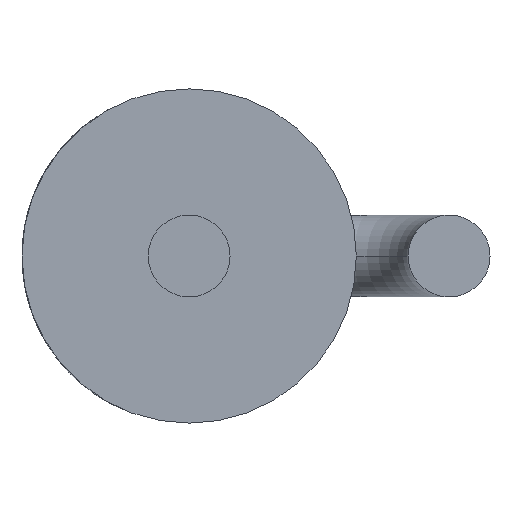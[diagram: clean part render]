
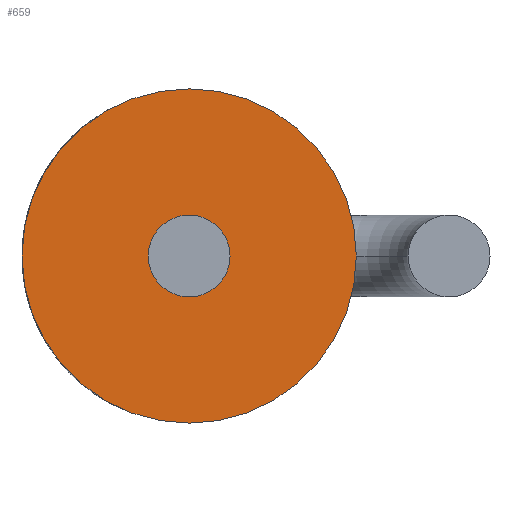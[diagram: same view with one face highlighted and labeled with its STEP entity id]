
A CAD part, front view. The second image highlights one B-rep face of the part: STEP entity #659.
In plain terms, the highlighted planar face has unit normal (0, -1, 0).
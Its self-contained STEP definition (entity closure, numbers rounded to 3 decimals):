
#89 = CARTESIAN_POINT ( 'NONE',  ( 0., 1., 0. ) ) ;
#103 = DIRECTION ( 'NONE',  ( 0., 1., 0. ) ) ;
#163 = CARTESIAN_POINT ( 'NONE',  ( 0., 1., 0. ) ) ;
#256 = CARTESIAN_POINT ( 'NONE',  ( 0., 1., 1.225 ) ) ;
#338 = DIRECTION ( 'NONE',  ( 0., -1., 0. ) ) ;
#659 = ADVANCED_FACE ( 'NONE', ( #2708, #702 ), #1832, .F. ) ;
#702 = FACE_OUTER_BOUND ( 'NONE', #3623, .T. ) ;
#1022 = CARTESIAN_POINT ( 'NONE',  ( -0.3, 1., 0. ) ) ;
#1039 = CARTESIAN_POINT ( 'NONE',  ( 0., 1., -1.225 ) ) ;
#1040 = VERTEX_POINT ( 'NONE', #2097 ) ;
#1117 = CIRCLE ( 'NONE', #2139, 1.225 ) ;
#1210 = DIRECTION ( 'NONE',  ( 0., 1., 0. ) ) ;
#1284 = DIRECTION ( 'NONE',  ( 0., 0., 1. ) ) ;
#1302 = CIRCLE ( 'NONE', #1780, 1.225 ) ;
#1580 = ORIENTED_EDGE ( 'NONE', *, *, #3208, .F. ) ;
#1615 = AXIS2_PLACEMENT_3D ( 'NONE', #2037, #3186, #2842 ) ;
#1724 = EDGE_CURVE ( 'NONE', #1040, #2264, #2149, .T. ) ;
#1780 = AXIS2_PLACEMENT_3D ( 'NONE', #89, #1210, #2351 ) ;
#1832 = PLANE ( 'NONE',  #2162 ) ;
#1891 = ORIENTED_EDGE ( 'NONE', *, *, #1724, .F. ) ;
#1920 = EDGE_LOOP ( 'NONE', ( #1891, #2819 ) ) ;
#2037 = CARTESIAN_POINT ( 'NONE',  ( 0., 1., 0. ) ) ;
#2097 = CARTESIAN_POINT ( 'NONE',  ( 0.3, 1., 0. ) ) ;
#2139 = AXIS2_PLACEMENT_3D ( 'NONE', #2353, #103, #2928 ) ;
#2149 = CIRCLE ( 'NONE', #2381, 0.3 ) ;
#2162 = AXIS2_PLACEMENT_3D ( 'NONE', #163, #3303, #1284 ) ;
#2171 = EDGE_CURVE ( 'NONE', #3547, #2444, #1302, .T. ) ;
#2264 = VERTEX_POINT ( 'NONE', #1022 ) ;
#2269 = ORIENTED_EDGE ( 'NONE', *, *, #2171, .F. ) ;
#2351 = DIRECTION ( 'NONE',  ( 0., 0., 1. ) ) ;
#2353 = CARTESIAN_POINT ( 'NONE',  ( 0., 1., 0. ) ) ;
#2381 = AXIS2_PLACEMENT_3D ( 'NONE', #3206, #338, #2844 ) ;
#2444 = VERTEX_POINT ( 'NONE', #1039 ) ;
#2632 = CIRCLE ( 'NONE', #1615, 0.3 ) ;
#2708 = FACE_BOUND ( 'NONE', #1920, .T. ) ;
#2819 = ORIENTED_EDGE ( 'NONE', *, *, #3028, .F. ) ;
#2842 = DIRECTION ( 'NONE',  ( 0., 0., 1. ) ) ;
#2844 = DIRECTION ( 'NONE',  ( 0., 0., 1. ) ) ;
#2928 = DIRECTION ( 'NONE',  ( 0., 0., 1. ) ) ;
#3028 = EDGE_CURVE ( 'NONE', #2264, #1040, #2632, .T. ) ;
#3186 = DIRECTION ( 'NONE',  ( 0., -1., 0. ) ) ;
#3206 = CARTESIAN_POINT ( 'NONE',  ( 0., 1., 0. ) ) ;
#3208 = EDGE_CURVE ( 'NONE', #2444, #3547, #1117, .T. ) ;
#3303 = DIRECTION ( 'NONE',  ( 0., 1., 0. ) ) ;
#3547 = VERTEX_POINT ( 'NONE', #256 ) ;
#3623 = EDGE_LOOP ( 'NONE', ( #1580, #2269 ) ) ;
